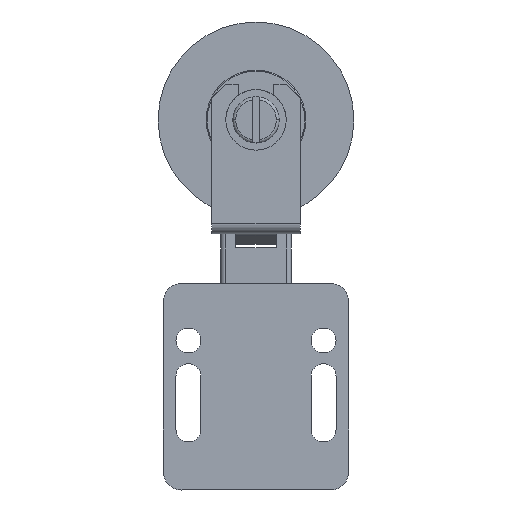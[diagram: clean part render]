
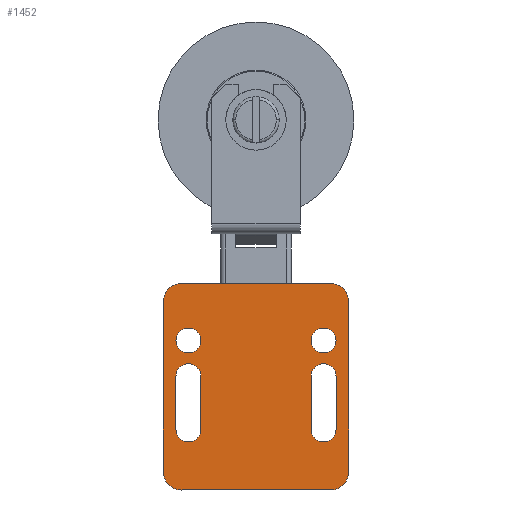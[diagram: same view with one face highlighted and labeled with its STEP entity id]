
A CAD part, left-side view. The second image highlights one B-rep face of the part: STEP entity #1452.
In plain terms, the highlighted planar face has unit normal (-1, 0, 0).
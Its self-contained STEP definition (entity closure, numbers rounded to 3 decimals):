
#1452=ADVANCED_FACE('',(#2967,#2968,#2969,#2970,#2971),#2972,.F.);
#2967=FACE_BOUND('',#4511,.T.);
#2968=FACE_BOUND('',#4512,.T.);
#2969=FACE_BOUND('',#4513,.T.);
#2970=FACE_BOUND('',#4514,.T.);
#2971=FACE_OUTER_BOUND('',#4515,.T.);
#2972=PLANE('',#4516);
#4511=EDGE_LOOP('',(#8775,#8776));
#4512=EDGE_LOOP('',(#8777,#8778));
#4513=EDGE_LOOP('',(#8779,#8780,#8781,#8782));
#4514=EDGE_LOOP('',(#8783,#8784,#8785,#8786));
#4515=EDGE_LOOP('',(#8787,#8788,#8789,#8790,#8791,#8792,#8793,#8794));
#4516=AXIS2_PLACEMENT_3D('',#8795,#8796,#8797);
#8775=ORIENTED_EDGE('',*,*,#10602,.T.);
#8776=ORIENTED_EDGE('',*,*,#10641,.T.);
#8777=ORIENTED_EDGE('',*,*,#10607,.T.);
#8778=ORIENTED_EDGE('',*,*,#10642,.T.);
#8779=ORIENTED_EDGE('',*,*,#10610,.T.);
#8780=ORIENTED_EDGE('',*,*,#10643,.T.);
#8781=ORIENTED_EDGE('',*,*,#10615,.T.);
#8782=ORIENTED_EDGE('',*,*,#10644,.T.);
#8783=ORIENTED_EDGE('',*,*,#10620,.T.);
#8784=ORIENTED_EDGE('',*,*,#10645,.T.);
#8785=ORIENTED_EDGE('',*,*,#10625,.T.);
#8786=ORIENTED_EDGE('',*,*,#10646,.T.);
#8787=ORIENTED_EDGE('',*,*,#10647,.F.);
#8788=ORIENTED_EDGE('',*,*,#10648,.F.);
#8789=ORIENTED_EDGE('',*,*,#10649,.F.);
#8790=ORIENTED_EDGE('',*,*,#10650,.F.);
#8791=ORIENTED_EDGE('',*,*,#10651,.F.);
#8792=ORIENTED_EDGE('',*,*,#10652,.F.);
#8793=ORIENTED_EDGE('',*,*,#10653,.F.);
#8794=ORIENTED_EDGE('',*,*,#10654,.F.);
#8795=CARTESIAN_POINT('',(0.0,0.,29.0));
#8796=DIRECTION('',(1.0,0.0,0.0));
#8797=DIRECTION('',(0.0,1.0,0.0));
#10602=EDGE_CURVE('',#13073,#13077,#13079,.T.);
#10607=EDGE_CURVE('',#13082,#13086,#13088,.T.);
#10610=EDGE_CURVE('',#13093,#13090,#13094,.T.);
#10615=EDGE_CURVE('',#13102,#13099,#13103,.T.);
#10620=EDGE_CURVE('',#13111,#13108,#13112,.T.);
#10625=EDGE_CURVE('',#13120,#13117,#13121,.T.);
#10641=EDGE_CURVE('',#13077,#13073,#13143,.T.);
#10642=EDGE_CURVE('',#13086,#13082,#13144,.T.);
#10643=EDGE_CURVE('',#13090,#13102,#13145,.T.);
#10644=EDGE_CURVE('',#13099,#13093,#13146,.T.);
#10645=EDGE_CURVE('',#13108,#13120,#13147,.T.);
#10646=EDGE_CURVE('',#13117,#13111,#13148,.T.);
#10647=EDGE_CURVE('',#13149,#13150,#13151,.T.);
#10648=EDGE_CURVE('',#13152,#13149,#13153,.T.);
#10649=EDGE_CURVE('',#13154,#13152,#13155,.T.);
#10650=EDGE_CURVE('',#13156,#13154,#13157,.T.);
#10651=EDGE_CURVE('',#13158,#13156,#13159,.T.);
#10652=EDGE_CURVE('',#13160,#13158,#13161,.T.);
#10653=EDGE_CURVE('',#13162,#13160,#13163,.T.);
#10654=EDGE_CURVE('',#13150,#13162,#13164,.T.);
#13073=VERTEX_POINT('',#16588);
#13077=VERTEX_POINT('',#16593);
#13079=CIRCLE('',#16596,3.5);
#13082=VERTEX_POINT('',#16599);
#13086=VERTEX_POINT('',#16604);
#13088=CIRCLE('',#16607,3.5);
#13090=VERTEX_POINT('',#16609);
#13093=VERTEX_POINT('',#16613);
#13094=CIRCLE('',#16614,3.5);
#13099=VERTEX_POINT('',#16620);
#13102=VERTEX_POINT('',#16624);
#13103=CIRCLE('',#16625,3.5);
#13108=VERTEX_POINT('',#16631);
#13111=VERTEX_POINT('',#16635);
#13112=CIRCLE('',#16636,3.5);
#13117=VERTEX_POINT('',#16642);
#13120=VERTEX_POINT('',#16646);
#13121=CIRCLE('',#16647,3.5);
#13143=CIRCLE('',#16674,3.5);
#13144=CIRCLE('',#16675,3.5);
#13145=LINE('',#16676,#16677);
#13146=LINE('',#16678,#16679);
#13147=LINE('',#16680,#16681);
#13148=LINE('',#16682,#16683);
#13149=VERTEX_POINT('',#16684);
#13150=VERTEX_POINT('',#16685);
#13151=LINE('',#16686,#16687);
#13152=VERTEX_POINT('',#16688);
#13153=CIRCLE('',#16689,5.0);
#13154=VERTEX_POINT('',#16690);
#13155=LINE('',#16691,#16692);
#13156=VERTEX_POINT('',#16693);
#13157=CIRCLE('',#16694,5.0);
#13158=VERTEX_POINT('',#16695);
#13159=LINE('',#16696,#16697);
#13160=VERTEX_POINT('',#16698);
#13161=CIRCLE('',#16699,5.0);
#13162=VERTEX_POINT('',#16700);
#13163=LINE('',#16701,#16702);
#13164=CIRCLE('',#16703,5.0);
#16588=CARTESIAN_POINT('',(0.0,-15.5,42.0));
#16593=CARTESIAN_POINT('',(0.0,-22.5,42.0));
#16596=AXIS2_PLACEMENT_3D('',#18844,#18845,#18846);
#16599=CARTESIAN_POINT('',(0.0,22.5,42.0));
#16604=CARTESIAN_POINT('',(0.0,15.5,42.0));
#16607=AXIS2_PLACEMENT_3D('',#18852,#18853,#18854);
#16609=CARTESIAN_POINT('',(0.0,-15.5,17.));
#16613=CARTESIAN_POINT('',(0.0,-22.5,17.));
#16614=AXIS2_PLACEMENT_3D('',#18856,#18857,#18858);
#16620=CARTESIAN_POINT('',(0.0,-22.5,32.));
#16624=CARTESIAN_POINT('',(0.0,-15.5,32.));
#16625=AXIS2_PLACEMENT_3D('',#18864,#18865,#18866);
#16631=CARTESIAN_POINT('',(0.0,22.5,17.));
#16635=CARTESIAN_POINT('',(0.0,15.5,17.));
#16636=AXIS2_PLACEMENT_3D('',#18872,#18873,#18874);
#16642=CARTESIAN_POINT('',(0.0,15.5,32.));
#16646=CARTESIAN_POINT('',(0.0,22.5,32.));
#16647=AXIS2_PLACEMENT_3D('',#18880,#18881,#18882);
#16674=AXIS2_PLACEMENT_3D('',#18903,#18904,#18905);
#16675=AXIS2_PLACEMENT_3D('',#18906,#18907,#18908);
#16676=CARTESIAN_POINT('',(0.0,-15.5,24.875));
#16677=VECTOR('',#18909,1.0);
#16678=CARTESIAN_POINT('',(0.0,-22.5,26.75));
#16679=VECTOR('',#18910,1.0);
#16680=CARTESIAN_POINT('',(0.0,22.5,24.875));
#16681=VECTOR('',#18911,1.0);
#16682=CARTESIAN_POINT('',(0.0,15.5,26.75));
#16683=VECTOR('',#18912,1.0);
#16684=CARTESIAN_POINT('',(0.0,-21.,0.));
#16685=CARTESIAN_POINT('',(0.0,21.0,0.0));
#16686=CARTESIAN_POINT('',(0.0,0.0,0.0));
#16687=VECTOR('',#18913,1.0);
#16688=CARTESIAN_POINT('',(0.0,-26.0,5.0));
#16689=AXIS2_PLACEMENT_3D('',#18914,#18915,#18916);
#16690=CARTESIAN_POINT('',(0.0,-26.,53.));
#16691=CARTESIAN_POINT('',(0.0,-26.0,53.0));
#16692=VECTOR('',#18917,1.0);
#16693=CARTESIAN_POINT('',(0.0,-21.0,58.0));
#16694=AXIS2_PLACEMENT_3D('',#18918,#18919,#18920);
#16695=CARTESIAN_POINT('',(0.0,21.,58.));
#16696=CARTESIAN_POINT('',(0.0,21.0,58.0));
#16697=VECTOR('',#18921,1.0);
#16698=CARTESIAN_POINT('',(0.0,26.0,53.0));
#16699=AXIS2_PLACEMENT_3D('',#18922,#18923,#18924);
#16700=CARTESIAN_POINT('',(0.0,26.,5.));
#16701=CARTESIAN_POINT('',(0.0,26.0,5.0));
#16702=VECTOR('',#18925,1.0);
#16703=AXIS2_PLACEMENT_3D('',#18926,#18927,#18928);
#18844=CARTESIAN_POINT('',(0.0,-19.0,42.0));
#18845=DIRECTION('',(1.0,0.0,0.0));
#18846=DIRECTION('',(0.0,1.0,0.0));
#18852=CARTESIAN_POINT('',(0.0,19.0,42.0));
#18853=DIRECTION('',(1.0,0.0,0.0));
#18854=DIRECTION('',(0.0,1.0,0.0));
#18856=CARTESIAN_POINT('',(0.0,-19.0,17.));
#18857=DIRECTION('',(1.0,0.0,0.0));
#18858=DIRECTION('',(0.0,-1.,0.));
#18864=CARTESIAN_POINT('',(0.0,-19.0,32.));
#18865=DIRECTION('',(1.0,0.0,0.0));
#18866=DIRECTION('',(0.0,1.,0.));
#18872=CARTESIAN_POINT('',(0.0,19.0,17.));
#18873=DIRECTION('',(1.0,0.0,0.0));
#18874=DIRECTION('',(0.0,-1.,0.));
#18880=CARTESIAN_POINT('',(0.0,19.0,32.));
#18881=DIRECTION('',(1.0,0.0,0.0));
#18882=DIRECTION('',(0.0,1.,0.));
#18903=CARTESIAN_POINT('',(0.0,-19.0,42.0));
#18904=DIRECTION('',(1.0,0.0,0.0));
#18905=DIRECTION('',(0.0,1.0,0.0));
#18906=CARTESIAN_POINT('',(0.0,19.0,42.0));
#18907=DIRECTION('',(1.0,0.0,0.0));
#18908=DIRECTION('',(0.0,1.0,0.0));
#18909=DIRECTION('',(0.0,0.0,1.0));
#18910=DIRECTION('',(0.0,0.0,-1.0));
#18911=DIRECTION('',(0.0,0.0,1.0));
#18912=DIRECTION('',(0.0,0.0,-1.0));
#18913=DIRECTION('',(0.0,1.0,0.0));
#18914=CARTESIAN_POINT('',(0.0,-21.,5.));
#18915=DIRECTION('',(1.0,0.0,0.0));
#18916=DIRECTION('',(0.0,-1.0,0.));
#18917=DIRECTION('',(0.0,0.0,-1.0));
#18918=CARTESIAN_POINT('',(0.0,-21.,53.));
#18919=DIRECTION('',(1.0,0.0,0.0));
#18920=DIRECTION('',(0.0,0.,1.0));
#18921=DIRECTION('',(0.0,-1.0,0.0));
#18922=CARTESIAN_POINT('',(0.0,21.,53.));
#18923=DIRECTION('',(1.0,0.0,-0.0));
#18924=DIRECTION('',(0.0,1.0,0.));
#18925=DIRECTION('',(0.0,0.0,1.0));
#18926=CARTESIAN_POINT('',(0.0,21.,5.));
#18927=DIRECTION('',(1.0,0.0,0.0));
#18928=DIRECTION('',(0.0,0.,-1.0));
